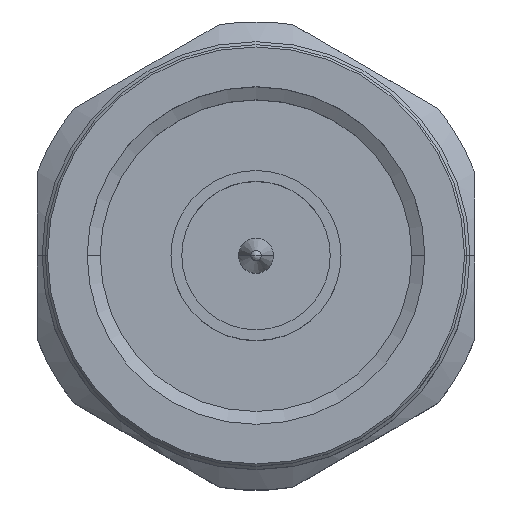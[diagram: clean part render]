
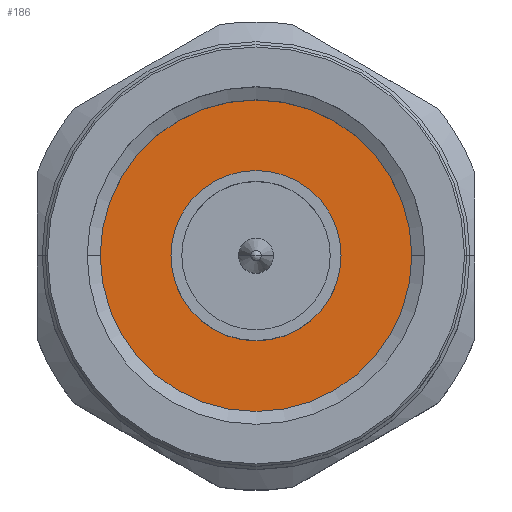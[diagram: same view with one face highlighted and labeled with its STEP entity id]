
A CAD part, top view. The second image highlights one B-rep face of the part: STEP entity #186.
In plain terms, the highlighted face is planar.
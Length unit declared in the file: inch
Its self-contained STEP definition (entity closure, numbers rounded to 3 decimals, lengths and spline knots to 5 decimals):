
#148 = EDGE_CURVE ( 'NONE', #2587, #2431, #1587, .T. ) ;
#186 = ADVANCED_FACE ( 'NONE', ( #455, #2146 ), #945, .F. ) ;
#231 = CIRCLE ( 'NONE', #2354, 0.15748 ) ;
#257 = CARTESIAN_POINT ( 'NONE',  ( 0.35943, 0., -0.15748 ) ) ;
#367 = CARTESIAN_POINT ( 'NONE',  ( 0.35943, 0., 0. ) ) ;
#371 = AXIS2_PLACEMENT_3D ( 'NONE', #436, #2829, #2581 ) ;
#385 = CIRCLE ( 'NONE', #1250, 0.34395 ) ;
#419 = CARTESIAN_POINT ( 'NONE',  ( 0.35943, 0., 0.15748 ) ) ;
#436 = CARTESIAN_POINT ( 'NONE',  ( 0.35943, 0.34395, 0. ) ) ;
#449 = EDGE_CURVE ( 'NONE', #616, #1787, #231, .T. ) ;
#455 = FACE_BOUND ( 'NONE', #2787, .T. ) ;
#561 = ORIENTED_EDGE ( 'NONE', *, *, #148, .T. ) ;
#616 = VERTEX_POINT ( 'NONE', #257 ) ;
#678 = DIRECTION ( 'NONE',  ( -1., 0., 0. ) ) ;
#945 = PLANE ( 'NONE',  #371 ) ;
#1119 = DIRECTION ( 'NONE',  ( 0., 0., 1. ) ) ;
#1183 = DIRECTION ( 'NONE',  ( -1., 0., 0. ) ) ;
#1250 = AXIS2_PLACEMENT_3D ( 'NONE', #2478, #1496, #2242 ) ;
#1307 = EDGE_CURVE ( 'NONE', #2431, #2587, #385, .T. ) ;
#1403 = EDGE_CURVE ( 'NONE', #1787, #616, #2887, .T. ) ;
#1496 = DIRECTION ( 'NONE',  ( -1., 0., 0. ) ) ;
#1526 = CARTESIAN_POINT ( 'NONE',  ( 0.35943, 0., -0.34395 ) ) ;
#1587 = CIRCLE ( 'NONE', #1899, 0.34395 ) ;
#1593 = EDGE_LOOP ( 'NONE', ( #2880, #561 ) ) ;
#1787 = VERTEX_POINT ( 'NONE', #419 ) ;
#1899 = AXIS2_PLACEMENT_3D ( 'NONE', #2163, #1183, #2119 ) ;
#1910 = CARTESIAN_POINT ( 'NONE',  ( 0.35943, 0., 0.34395 ) ) ;
#2079 = DIRECTION ( 'NONE',  ( 0., 0., 1. ) ) ;
#2119 = DIRECTION ( 'NONE',  ( 0., 0., 1. ) ) ;
#2146 = FACE_OUTER_BOUND ( 'NONE', #1593, .T. ) ;
#2163 = CARTESIAN_POINT ( 'NONE',  ( 0.35943, 0., 0. ) ) ;
#2242 = DIRECTION ( 'NONE',  ( 0., 0., 1. ) ) ;
#2354 = AXIS2_PLACEMENT_3D ( 'NONE', #2576, #3070, #2079 ) ;
#2400 = AXIS2_PLACEMENT_3D ( 'NONE', #367, #678, #1119 ) ;
#2431 = VERTEX_POINT ( 'NONE', #1910 ) ;
#2478 = CARTESIAN_POINT ( 'NONE',  ( 0.35943, 0., 0. ) ) ;
#2576 = CARTESIAN_POINT ( 'NONE',  ( 0.35943, 0., 0. ) ) ;
#2581 = DIRECTION ( 'NONE',  ( 0., 0., -1. ) ) ;
#2587 = VERTEX_POINT ( 'NONE', #1526 ) ;
#2669 = ORIENTED_EDGE ( 'NONE', *, *, #449, .F. ) ;
#2680 = ORIENTED_EDGE ( 'NONE', *, *, #1403, .F. ) ;
#2787 = EDGE_LOOP ( 'NONE', ( #2680, #2669 ) ) ;
#2829 = DIRECTION ( 'NONE',  ( 1., 0., 0. ) ) ;
#2880 = ORIENTED_EDGE ( 'NONE', *, *, #1307, .T. ) ;
#2887 = CIRCLE ( 'NONE', #2400, 0.15748 ) ;
#3070 = DIRECTION ( 'NONE',  ( -1., 0., 0. ) ) ;
